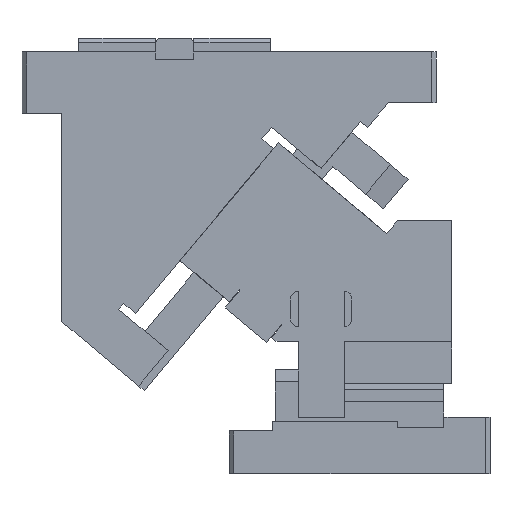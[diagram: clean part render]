
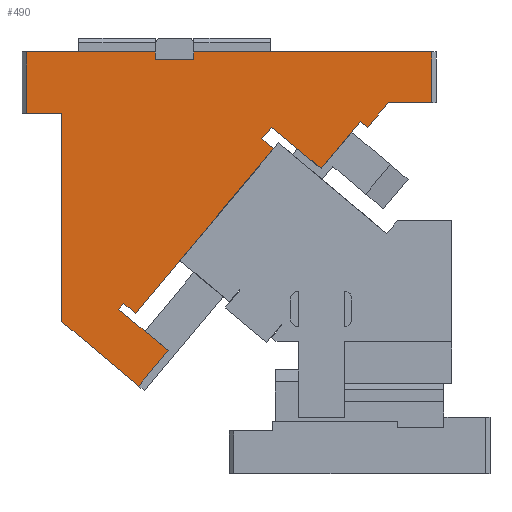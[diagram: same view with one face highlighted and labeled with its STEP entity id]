
A CAD part, front view. The second image highlights one B-rep face of the part: STEP entity #490.
In plain terms, the highlighted planar face has unit normal (0, -1, 0).
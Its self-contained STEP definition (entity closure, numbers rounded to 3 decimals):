
#70=CARTESIAN_POINT('Vertex',(85.623,0.,229.611)) ;
#73=CARTESIAN_POINT('Line Origine',(72.767,0.,214.29)) ;
#77=CARTESIAN_POINT('Vertex',(59.912,0.,198.97)) ;
#304=CARTESIAN_POINT('Line Origine',(87.921,0.,227.683)) ;
#308=CARTESIAN_POINT('Vertex',(90.219,0.,225.755)) ;
#323=CARTESIAN_POINT('Axis2P3D Location',(201.431,0.,299.833)) ;
#328=CARTESIAN_POINT('Line Origine',(-70.287,0.,109.145)) ;
#332=CARTESIAN_POINT('Vertex',(-68.68,0.,111.06)) ;
#334=CARTESIAN_POINT('Vertex',(-71.894,0.,107.23)) ;
#337=CARTESIAN_POINT('Line Origine',(-64.85,0.,107.846)) ;
#341=CARTESIAN_POINT('Vertex',(-61.02,0.,104.632)) ;
#344=CARTESIAN_POINT('Line Origine',(-16.025,0.,158.255)) ;
#348=CARTESIAN_POINT('Vertex',(28.97,0.,211.878)) ;
#351=CARTESIAN_POINT('Line Origine',(25.14,0.,215.092)) ;
#355=CARTESIAN_POINT('Vertex',(21.31,0.,218.306)) ;
#358=CARTESIAN_POINT('Line Origine',(24.524,0.,222.136)) ;
#362=CARTESIAN_POINT('Vertex',(27.738,0.,225.967)) ;
#365=CARTESIAN_POINT('Line Origine',(43.825,0.,212.468)) ;
#370=CARTESIAN_POINT('Line Origine',(97.035,0.,233.877)) ;
#374=CARTESIAN_POINT('Vertex',(103.851,0.,242.)) ;
#377=CARTESIAN_POINT('Line Origine',(117.925,0.,242.)) ;
#381=CARTESIAN_POINT('Vertex',(132.,0.,242.)) ;
#384=CARTESIAN_POINT('Line Origine',(132.,0.,258.5)) ;
#388=CARTESIAN_POINT('Vertex',(132.,0.,275.)) ;
#391=CARTESIAN_POINT('Line Origine',(54.5,0.,275.)) ;
#395=CARTESIAN_POINT('Vertex',(-23.,0.,275.)) ;
#398=CARTESIAN_POINT('Line Origine',(-23.,0.,272.5)) ;
#402=CARTESIAN_POINT('Vertex',(-23.,0.,270.)) ;
#405=CARTESIAN_POINT('Line Origine',(-35.5,0.,270.)) ;
#409=CARTESIAN_POINT('Vertex',(-48.,0.,270.)) ;
#412=CARTESIAN_POINT('Line Origine',(-48.,0.,272.5)) ;
#416=CARTESIAN_POINT('Vertex',(-48.,0.,275.)) ;
#419=CARTESIAN_POINT('Line Origine',(-90.,0.,275.)) ;
#423=CARTESIAN_POINT('Vertex',(-132.,0.,275.)) ;
#426=CARTESIAN_POINT('Line Origine',(-132.,0.,255.)) ;
#430=CARTESIAN_POINT('Vertex',(-132.,0.,235.)) ;
#433=CARTESIAN_POINT('Line Origine',(-120.5,0.,235.)) ;
#437=CARTESIAN_POINT('Vertex',(-109.,0.,235.)) ;
#440=CARTESIAN_POINT('Line Origine',(-109.,0.,167.102)) ;
#444=CARTESIAN_POINT('Vertex',(-109.,0.,99.203)) ;
#447=CARTESIAN_POINT('Line Origine',(-84.002,0.,78.227)) ;
#451=CARTESIAN_POINT('Vertex',(-59.004,0.,57.251)) ;
#454=CARTESIAN_POINT('Line Origine',(-49.362,0.,68.742)) ;
#458=CARTESIAN_POINT('Vertex',(-39.72,0.,80.233)) ;
#461=CARTESIAN_POINT('Line Origine',(-55.807,0.,93.731)) ;
#74=DIRECTION('Vector Direction',(0.643,0.,0.766)) ;
#305=DIRECTION('Vector Direction',(-0.766,0.,0.643)) ;
#324=DIRECTION('Axis2P3D Direction',(0.,1.,0.)) ;
#325=DIRECTION('Axis2P3D XDirection',(-1.,0.,0.)) ;
#329=DIRECTION('Vector Direction',(0.643,0.,0.766)) ;
#338=DIRECTION('Vector Direction',(0.766,0.,-0.643)) ;
#345=DIRECTION('Vector Direction',(-0.643,0.,-0.766)) ;
#352=DIRECTION('Vector Direction',(0.766,0.,-0.643)) ;
#359=DIRECTION('Vector Direction',(0.643,0.,0.766)) ;
#366=DIRECTION('Vector Direction',(0.766,0.,-0.643)) ;
#371=DIRECTION('Vector Direction',(0.643,0.,0.766)) ;
#378=DIRECTION('Vector Direction',(1.,0.,0.)) ;
#385=DIRECTION('Vector Direction',(0.,0.,1.)) ;
#392=DIRECTION('Vector Direction',(1.,0.,0.)) ;
#399=DIRECTION('Vector Direction',(0.,0.,-1.)) ;
#406=DIRECTION('Vector Direction',(-1.,0.,0.)) ;
#413=DIRECTION('Vector Direction',(0.,0.,1.)) ;
#420=DIRECTION('Vector Direction',(1.,0.,0.)) ;
#427=DIRECTION('Vector Direction',(0.,0.,-1.)) ;
#434=DIRECTION('Vector Direction',(1.,0.,0.)) ;
#441=DIRECTION('Vector Direction',(0.,0.,-1.)) ;
#448=DIRECTION('Vector Direction',(-0.766,0.,0.643)) ;
#455=DIRECTION('Vector Direction',(0.643,0.,0.766)) ;
#462=DIRECTION('Vector Direction',(0.766,0.,-0.643)) ;
#326=AXIS2_PLACEMENT_3D('Plane Axis2P3D',#323,#324,#325) ;
#467=ORIENTED_EDGE('',*,*,#336,.F.) ;
#468=ORIENTED_EDGE('',*,*,#343,.T.) ;
#469=ORIENTED_EDGE('',*,*,#350,.F.) ;
#470=ORIENTED_EDGE('',*,*,#357,.F.) ;
#471=ORIENTED_EDGE('',*,*,#364,.F.) ;
#472=ORIENTED_EDGE('',*,*,#369,.T.) ;
#473=ORIENTED_EDGE('',*,*,#79,.T.) ;
#474=ORIENTED_EDGE('',*,*,#310,.F.) ;
#475=ORIENTED_EDGE('',*,*,#376,.T.) ;
#476=ORIENTED_EDGE('',*,*,#383,.T.) ;
#477=ORIENTED_EDGE('',*,*,#390,.T.) ;
#478=ORIENTED_EDGE('',*,*,#397,.F.) ;
#479=ORIENTED_EDGE('',*,*,#404,.T.) ;
#480=ORIENTED_EDGE('',*,*,#411,.T.) ;
#481=ORIENTED_EDGE('',*,*,#418,.T.) ;
#482=ORIENTED_EDGE('',*,*,#425,.F.) ;
#483=ORIENTED_EDGE('',*,*,#432,.T.) ;
#484=ORIENTED_EDGE('',*,*,#439,.T.) ;
#485=ORIENTED_EDGE('',*,*,#446,.T.) ;
#486=ORIENTED_EDGE('',*,*,#453,.F.) ;
#487=ORIENTED_EDGE('',*,*,#460,.T.) ;
#488=ORIENTED_EDGE('',*,*,#465,.F.) ;
#75=VECTOR('Line Direction',#74,1.) ;
#306=VECTOR('Line Direction',#305,1.) ;
#330=VECTOR('Line Direction',#329,1.) ;
#339=VECTOR('Line Direction',#338,1.) ;
#346=VECTOR('Line Direction',#345,1.) ;
#353=VECTOR('Line Direction',#352,1.) ;
#360=VECTOR('Line Direction',#359,1.) ;
#367=VECTOR('Line Direction',#366,1.) ;
#372=VECTOR('Line Direction',#371,1.) ;
#379=VECTOR('Line Direction',#378,1.) ;
#386=VECTOR('Line Direction',#385,1.) ;
#393=VECTOR('Line Direction',#392,1.) ;
#400=VECTOR('Line Direction',#399,1.) ;
#407=VECTOR('Line Direction',#406,1.) ;
#414=VECTOR('Line Direction',#413,1.) ;
#421=VECTOR('Line Direction',#420,1.) ;
#428=VECTOR('Line Direction',#427,1.) ;
#435=VECTOR('Line Direction',#434,1.) ;
#442=VECTOR('Line Direction',#441,1.) ;
#449=VECTOR('Line Direction',#448,1.) ;
#456=VECTOR('Line Direction',#455,1.) ;
#463=VECTOR('Line Direction',#462,1.) ;
#490=ADVANCED_FACE('CAM HOLDER',(#489),#327,.F.) ;
#79=EDGE_CURVE('',#78,#71,#76,.T.) ;
#310=EDGE_CURVE('',#309,#71,#307,.T.) ;
#336=EDGE_CURVE('',#333,#335,#331,.F.) ;
#343=EDGE_CURVE('',#333,#342,#340,.T.) ;
#350=EDGE_CURVE('',#349,#342,#347,.T.) ;
#357=EDGE_CURVE('',#356,#349,#354,.T.) ;
#364=EDGE_CURVE('',#363,#356,#361,.F.) ;
#369=EDGE_CURVE('',#363,#78,#368,.T.) ;
#376=EDGE_CURVE('',#309,#375,#373,.T.) ;
#383=EDGE_CURVE('',#375,#382,#380,.T.) ;
#390=EDGE_CURVE('',#382,#389,#387,.T.) ;
#397=EDGE_CURVE('',#396,#389,#394,.T.) ;
#404=EDGE_CURVE('',#396,#403,#401,.T.) ;
#411=EDGE_CURVE('',#403,#410,#408,.T.) ;
#418=EDGE_CURVE('',#410,#417,#415,.T.) ;
#425=EDGE_CURVE('',#424,#417,#422,.T.) ;
#432=EDGE_CURVE('',#424,#431,#429,.T.) ;
#439=EDGE_CURVE('',#431,#438,#436,.T.) ;
#446=EDGE_CURVE('',#438,#445,#443,.T.) ;
#453=EDGE_CURVE('',#452,#445,#450,.T.) ;
#460=EDGE_CURVE('',#452,#459,#457,.T.) ;
#465=EDGE_CURVE('',#335,#459,#464,.T.) ;
#466=EDGE_LOOP('',(#467,#468,#469,#470,#471,#472,#473,#474,#475,#476,#477,#478,#479,#480,#481,#482,#483,#484,#485,#486,#487,#488)) ;
#489=FACE_OUTER_BOUND('',#466,.T.) ;
#76=LINE('Line',#73,#75) ;
#307=LINE('Line',#304,#306) ;
#331=LINE('Line',#328,#330) ;
#340=LINE('Line',#337,#339) ;
#347=LINE('Line',#344,#346) ;
#354=LINE('Line',#351,#353) ;
#361=LINE('Line',#358,#360) ;
#368=LINE('Line',#365,#367) ;
#373=LINE('Line',#370,#372) ;
#380=LINE('Line',#377,#379) ;
#387=LINE('Line',#384,#386) ;
#394=LINE('Line',#391,#393) ;
#401=LINE('Line',#398,#400) ;
#408=LINE('Line',#405,#407) ;
#415=LINE('Line',#412,#414) ;
#422=LINE('Line',#419,#421) ;
#429=LINE('Line',#426,#428) ;
#436=LINE('Line',#433,#435) ;
#443=LINE('Line',#440,#442) ;
#450=LINE('Line',#447,#449) ;
#457=LINE('Line',#454,#456) ;
#464=LINE('Line',#461,#463) ;
#327=PLANE('Plane',#326) ;
#71=VERTEX_POINT('',#70) ;
#78=VERTEX_POINT('',#77) ;
#309=VERTEX_POINT('',#308) ;
#333=VERTEX_POINT('',#332) ;
#335=VERTEX_POINT('',#334) ;
#342=VERTEX_POINT('',#341) ;
#349=VERTEX_POINT('',#348) ;
#356=VERTEX_POINT('',#355) ;
#363=VERTEX_POINT('',#362) ;
#375=VERTEX_POINT('',#374) ;
#382=VERTEX_POINT('',#381) ;
#389=VERTEX_POINT('',#388) ;
#396=VERTEX_POINT('',#395) ;
#403=VERTEX_POINT('',#402) ;
#410=VERTEX_POINT('',#409) ;
#417=VERTEX_POINT('',#416) ;
#424=VERTEX_POINT('',#423) ;
#431=VERTEX_POINT('',#430) ;
#438=VERTEX_POINT('',#437) ;
#445=VERTEX_POINT('',#444) ;
#452=VERTEX_POINT('',#451) ;
#459=VERTEX_POINT('',#458) ;
